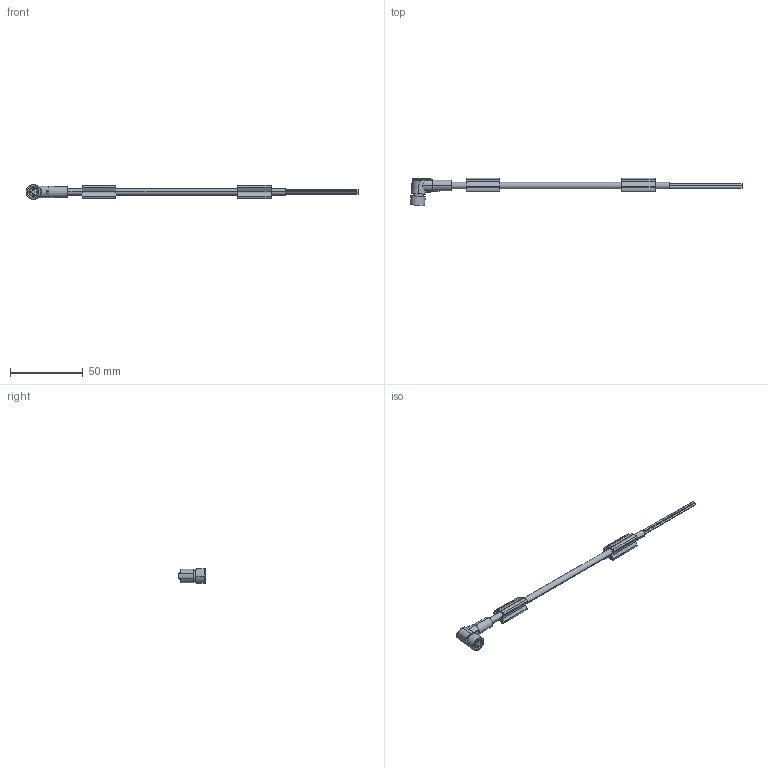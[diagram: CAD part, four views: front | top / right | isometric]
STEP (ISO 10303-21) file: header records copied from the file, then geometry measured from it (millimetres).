
FILE_DESCRIPTION(('SolidDesigner STEP Export'),'2;1');
FILE_NAME('1669631.stp','2009-07-15T 8:36:01',(''),(''),'CoCreate Modeling STEP processor for AP214 (Solid Model)','CoCreate Modeling 16.00A 16-Aug-2008 (C) Parametric Technology GmbH','');
FILE_SCHEMA(('AUTOMOTIVE_DESIGN { 1 0 10303 214 1 1 1 1 }'));
Length unit declared in the file: millimetre
Products named in the file (2): 1669631
Assembly tree (1 placements, depth 2):
  1669631
    1669631
Bounding box: 228.76 x 19.16 x 10 mm (x, y, z)
Volume: 5551.3 mm3; surface area: 6914.7 mm2
Topology: 1 solids, 1 shells, 204 faces, 575 edges, 385 vertices
Faces by surface type: cylinder 115, plane 66, extrusion 15, cone 8
Entity records: 9715 total; most frequent: CARTESIAN_POINT 3900, ORIENTED_EDGE 1150, DIRECTION 950, EDGE_CURVE 575, VERTEX_POINT 385, AXIS2_PLACEMENT_3D 330, VECTOR 290, LINE 270
